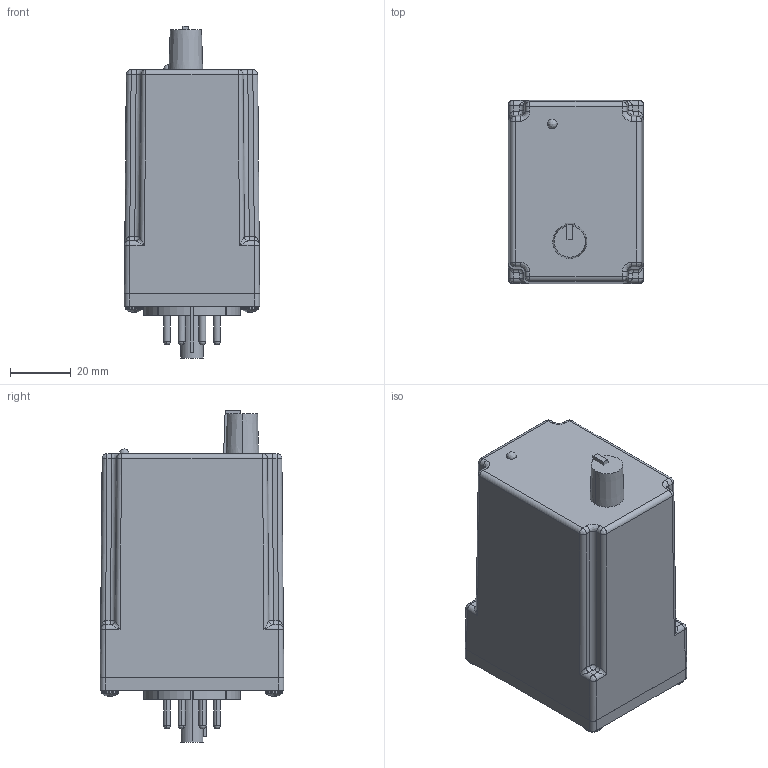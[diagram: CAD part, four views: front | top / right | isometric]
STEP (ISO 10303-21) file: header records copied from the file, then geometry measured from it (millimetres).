
FILE_DESCRIPTION (( 'STEP AP203' ), '1' );
FILE_NAME ('VMR-1C-F-240A.step', '2022-04-19T18:01:10', ( '' ), ( '' ), 'SwSTEP 2.0', 'SolidWorks 2021', '' );
FILE_SCHEMA (( 'CONFIG_CONTROL_DESIGN' ));
Length unit declared in the file: inch
Products named in the file (1): VMR-1C-F-240A
Bounding box: 44.45 x 60.33 x 109.09 mm (x, y, z)
Volume: 202044.8 mm3; surface area: 29541.6 mm2
Topology: 17 solids, 17 shells, 542 faces, 1417 edges, 884 vertices
Faces by surface type: plane 221, cylinder 164, bspline 123, cone 26, sphere 8
Entity records: 21519 total; most frequent: CARTESIAN_POINT 9323, ORIENTED_EDGE 2734, DIRECTION 2205, EDGE_CURVE 1367, VERTEX_POINT 884, AXIS2_PLACEMENT_3D 770, VECTOR 665, LINE 665
